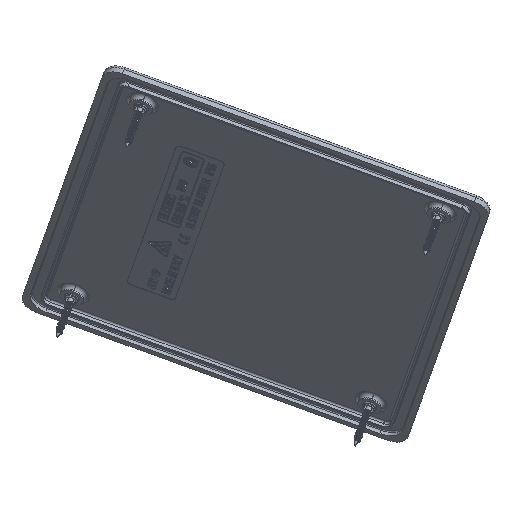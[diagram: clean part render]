
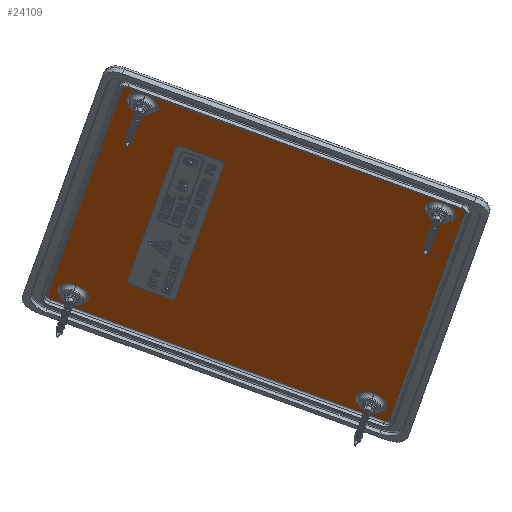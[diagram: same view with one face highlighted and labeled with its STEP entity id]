
A CAD part, left-side view. The second image highlights one B-rep face of the part: STEP entity #24109.
In plain terms, the highlighted face is planar.
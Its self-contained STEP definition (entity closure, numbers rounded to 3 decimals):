
#73=CARTESIAN_POINT('Vertex',(-57.5,50.2,2.6)) ;
#87=CARTESIAN_POINT('Vertex',(-60.,47.7,2.6)) ;
#90=CARTESIAN_POINT('Axis2P3D Location',(-57.5,47.7,2.6)) ;
#118=CARTESIAN_POINT('Vertex',(-60.,29.7,2.6)) ;
#121=CARTESIAN_POINT('Line Origine',(-60.,38.7,2.6)) ;
#138=CARTESIAN_POINT('Line Origine',(0.,50.2,2.6)) ;
#142=CARTESIAN_POINT('Vertex',(57.5,50.2,2.6)) ;
#180=CARTESIAN_POINT('Vertex',(-57.5,27.2,2.6)) ;
#183=CARTESIAN_POINT('Axis2P3D Location',(-57.5,29.7,2.6)) ;
#211=CARTESIAN_POINT('Vertex',(57.5,27.2,2.6)) ;
#214=CARTESIAN_POINT('Line Origine',(0.,27.2,2.6)) ;
#242=CARTESIAN_POINT('Vertex',(60.,29.7,2.6)) ;
#245=CARTESIAN_POINT('Axis2P3D Location',(57.5,29.7,2.6)) ;
#273=CARTESIAN_POINT('Vertex',(60.,47.7,2.6)) ;
#276=CARTESIAN_POINT('Line Origine',(60.,38.7,2.6)) ;
#298=CARTESIAN_POINT('Axis2P3D Location',(57.5,47.7,2.6)) ;
#1950=CARTESIAN_POINT('Vertex',(75.1,-71.1,2.6)) ;
#1953=CARTESIAN_POINT('Axis2P3D Location',(82.6,-71.1,2.6)) ;
#1957=CARTESIAN_POINT('Vertex',(90.1,-71.1,2.6)) ;
#1977=CARTESIAN_POINT('Axis2P3D Location',(82.6,-71.1,2.6)) ;
#2051=CARTESIAN_POINT('Axis2P3D Location',(82.6,71.1,2.6)) ;
#2055=CARTESIAN_POINT('Vertex',(75.1,71.1,2.6)) ;
#2057=CARTESIAN_POINT('Vertex',(90.1,71.1,2.6)) ;
#2082=CARTESIAN_POINT('Axis2P3D Location',(82.6,71.1,2.6)) ;
#2156=CARTESIAN_POINT('Axis2P3D Location',(-82.6,-71.1,2.6)) ;
#2160=CARTESIAN_POINT('Vertex',(-75.1,-71.1,2.6)) ;
#2162=CARTESIAN_POINT('Vertex',(-90.1,-71.1,2.6)) ;
#2187=CARTESIAN_POINT('Axis2P3D Location',(-82.6,-71.1,2.6)) ;
#2265=CARTESIAN_POINT('Vertex',(-75.1,71.1,2.6)) ;
#2268=CARTESIAN_POINT('Axis2P3D Location',(-82.6,71.1,2.6)) ;
#2272=CARTESIAN_POINT('Vertex',(-90.1,71.1,2.6)) ;
#2292=CARTESIAN_POINT('Axis2P3D Location',(-82.6,71.1,2.6)) ;
#24012=CARTESIAN_POINT('Axis2P3D Location',(0.,0.,2.6)) ;
#24017=CARTESIAN_POINT('Axis2P3D Location',(-91.2,79.7,2.6)) ;
#24021=CARTESIAN_POINT('Vertex',(-91.2,81.7,2.6)) ;
#24023=CARTESIAN_POINT('Vertex',(-93.2,79.7,2.6)) ;
#24026=CARTESIAN_POINT('Line Origine',(0.,81.7,2.6)) ;
#24030=CARTESIAN_POINT('Vertex',(91.2,81.7,2.6)) ;
#24033=CARTESIAN_POINT('Axis2P3D Location',(91.2,79.7,2.6)) ;
#24037=CARTESIAN_POINT('Vertex',(93.2,79.7,2.6)) ;
#24040=CARTESIAN_POINT('Line Origine',(93.2,0.,2.6)) ;
#24044=CARTESIAN_POINT('Vertex',(93.2,-79.7,2.6)) ;
#24047=CARTESIAN_POINT('Axis2P3D Location',(91.2,-79.7,2.6)) ;
#24051=CARTESIAN_POINT('Vertex',(91.2,-81.7,2.6)) ;
#24054=CARTESIAN_POINT('Line Origine',(0.,-81.7,2.6)) ;
#24058=CARTESIAN_POINT('Vertex',(-91.2,-81.7,2.6)) ;
#24061=CARTESIAN_POINT('Axis2P3D Location',(-91.2,-79.7,2.6)) ;
#24065=CARTESIAN_POINT('Vertex',(-93.2,-79.7,2.6)) ;
#24068=CARTESIAN_POINT('Line Origine',(-93.2,0.,2.6)) ;
#91=DIRECTION('Axis2P3D Direction',(0.,-0.,1.)) ;
#122=DIRECTION('Vector Direction',(0.,1.,0.)) ;
#139=DIRECTION('Vector Direction',(-1.,0.,0.)) ;
#184=DIRECTION('Axis2P3D Direction',(0.,0.,1.)) ;
#215=DIRECTION('Vector Direction',(1.,0.,0.)) ;
#246=DIRECTION('Axis2P3D Direction',(0.,0.,1.)) ;
#277=DIRECTION('Vector Direction',(0.,-1.,0.)) ;
#299=DIRECTION('Axis2P3D Direction',(0.,0.,1.)) ;
#1954=DIRECTION('Axis2P3D Direction',(-0.,0.,1.)) ;
#1978=DIRECTION('Axis2P3D Direction',(0.,-0.,1.)) ;
#2052=DIRECTION('Axis2P3D Direction',(-0.,0.,1.)) ;
#2083=DIRECTION('Axis2P3D Direction',(0.,-0.,1.)) ;
#2157=DIRECTION('Axis2P3D Direction',(0.,-0.,1.)) ;
#2188=DIRECTION('Axis2P3D Direction',(-0.,0.,1.)) ;
#2269=DIRECTION('Axis2P3D Direction',(0.,-0.,1.)) ;
#2293=DIRECTION('Axis2P3D Direction',(-0.,0.,1.)) ;
#24013=DIRECTION('Axis2P3D Direction',(0.,0.,1.)) ;
#24014=DIRECTION('Axis2P3D XDirection',(1.,0.,0.)) ;
#24018=DIRECTION('Axis2P3D Direction',(0.,0.,1.)) ;
#24027=DIRECTION('Vector Direction',(-1.,0.,0.)) ;
#24034=DIRECTION('Axis2P3D Direction',(0.,0.,1.)) ;
#24041=DIRECTION('Vector Direction',(0.,1.,0.)) ;
#24048=DIRECTION('Axis2P3D Direction',(0.,0.,1.)) ;
#24055=DIRECTION('Vector Direction',(-1.,0.,0.)) ;
#24062=DIRECTION('Axis2P3D Direction',(0.,0.,1.)) ;
#24069=DIRECTION('Vector Direction',(0.,-1.,0.)) ;
#92=AXIS2_PLACEMENT_3D('Circle Axis2P3D',#90,#91,$) ;
#185=AXIS2_PLACEMENT_3D('Circle Axis2P3D',#183,#184,$) ;
#247=AXIS2_PLACEMENT_3D('Circle Axis2P3D',#245,#246,$) ;
#300=AXIS2_PLACEMENT_3D('Circle Axis2P3D',#298,#299,$) ;
#1955=AXIS2_PLACEMENT_3D('Circle Axis2P3D',#1953,#1954,$) ;
#1979=AXIS2_PLACEMENT_3D('Circle Axis2P3D',#1977,#1978,$) ;
#2053=AXIS2_PLACEMENT_3D('Circle Axis2P3D',#2051,#2052,$) ;
#2084=AXIS2_PLACEMENT_3D('Circle Axis2P3D',#2082,#2083,$) ;
#2158=AXIS2_PLACEMENT_3D('Circle Axis2P3D',#2156,#2157,$) ;
#2189=AXIS2_PLACEMENT_3D('Circle Axis2P3D',#2187,#2188,$) ;
#2270=AXIS2_PLACEMENT_3D('Circle Axis2P3D',#2268,#2269,$) ;
#2294=AXIS2_PLACEMENT_3D('Circle Axis2P3D',#2292,#2293,$) ;
#24015=AXIS2_PLACEMENT_3D('Plane Axis2P3D',#24012,#24013,#24014) ;
#24019=AXIS2_PLACEMENT_3D('Circle Axis2P3D',#24017,#24018,$) ;
#24035=AXIS2_PLACEMENT_3D('Circle Axis2P3D',#24033,#24034,$) ;
#24049=AXIS2_PLACEMENT_3D('Circle Axis2P3D',#24047,#24048,$) ;
#24063=AXIS2_PLACEMENT_3D('Circle Axis2P3D',#24061,#24062,$) ;
#24074=ORIENTED_EDGE('',*,*,#24025,.F.) ;
#24075=ORIENTED_EDGE('',*,*,#24032,.F.) ;
#24076=ORIENTED_EDGE('',*,*,#24039,.F.) ;
#24077=ORIENTED_EDGE('',*,*,#24046,.F.) ;
#24078=ORIENTED_EDGE('',*,*,#24053,.F.) ;
#24079=ORIENTED_EDGE('',*,*,#24060,.F.) ;
#24080=ORIENTED_EDGE('',*,*,#24067,.F.) ;
#24081=ORIENTED_EDGE('',*,*,#24072,.F.) ;
#24084=ORIENTED_EDGE('',*,*,#125,.F.) ;
#24085=ORIENTED_EDGE('',*,*,#187,.T.) ;
#24086=ORIENTED_EDGE('',*,*,#218,.F.) ;
#24087=ORIENTED_EDGE('',*,*,#249,.T.) ;
#24088=ORIENTED_EDGE('',*,*,#280,.F.) ;
#24089=ORIENTED_EDGE('',*,*,#302,.T.) ;
#24090=ORIENTED_EDGE('',*,*,#144,.F.) ;
#24091=ORIENTED_EDGE('',*,*,#94,.T.) ;
#24094=ORIENTED_EDGE('',*,*,#2296,.T.) ;
#24095=ORIENTED_EDGE('',*,*,#2274,.T.) ;
#24098=ORIENTED_EDGE('',*,*,#2191,.F.) ;
#24099=ORIENTED_EDGE('',*,*,#2164,.F.) ;
#24102=ORIENTED_EDGE('',*,*,#2086,.F.) ;
#24103=ORIENTED_EDGE('',*,*,#2059,.F.) ;
#24106=ORIENTED_EDGE('',*,*,#1981,.T.) ;
#24107=ORIENTED_EDGE('',*,*,#1959,.T.) ;
#24092=FACE_BOUND('',#24083,.T.) ;
#24096=FACE_BOUND('',#24093,.T.) ;
#24100=FACE_BOUND('',#24097,.T.) ;
#24104=FACE_BOUND('',#24101,.T.) ;
#24108=FACE_BOUND('',#24105,.T.) ;
#123=VECTOR('Line Direction',#122,1.) ;
#140=VECTOR('Line Direction',#139,1.) ;
#216=VECTOR('Line Direction',#215,1.) ;
#278=VECTOR('Line Direction',#277,1.) ;
#24028=VECTOR('Line Direction',#24027,1.) ;
#24042=VECTOR('Line Direction',#24041,1.) ;
#24056=VECTOR('Line Direction',#24055,1.) ;
#24070=VECTOR('Line Direction',#24069,1.) ;
#24109=ADVANCED_FACE('PartBody',(#24082,#24092,#24096,#24100,#24104,#24108),#24016,.F.) ;
#93=CIRCLE('generated circle',#92,2.5) ;
#186=CIRCLE('generated circle',#185,2.5) ;
#248=CIRCLE('generated circle',#247,2.5) ;
#301=CIRCLE('generated circle',#300,2.5) ;
#1956=CIRCLE('generated circle',#1955,7.5) ;
#1980=CIRCLE('generated circle',#1979,7.5) ;
#2054=CIRCLE('generated circle',#2053,7.5) ;
#2085=CIRCLE('generated circle',#2084,7.5) ;
#2159=CIRCLE('generated circle',#2158,7.5) ;
#2190=CIRCLE('generated circle',#2189,7.5) ;
#2271=CIRCLE('generated circle',#2270,7.5) ;
#2295=CIRCLE('generated circle',#2294,7.5) ;
#24020=CIRCLE('generated circle',#24019,2.) ;
#24036=CIRCLE('generated circle',#24035,2.) ;
#24050=CIRCLE('generated circle',#24049,2.) ;
#24064=CIRCLE('generated circle',#24063,2.) ;
#94=EDGE_CURVE('',#74,#88,#93,.T.) ;
#125=EDGE_CURVE('',#119,#88,#124,.T.) ;
#144=EDGE_CURVE('',#74,#143,#141,.F.) ;
#187=EDGE_CURVE('',#119,#181,#186,.T.) ;
#218=EDGE_CURVE('',#212,#181,#217,.F.) ;
#249=EDGE_CURVE('',#212,#243,#248,.T.) ;
#280=EDGE_CURVE('',#274,#243,#279,.T.) ;
#302=EDGE_CURVE('',#274,#143,#301,.T.) ;
#1959=EDGE_CURVE('',#1958,#1951,#1956,.T.) ;
#1981=EDGE_CURVE('',#1951,#1958,#1980,.T.) ;
#2059=EDGE_CURVE('',#2056,#2058,#2054,.F.) ;
#2086=EDGE_CURVE('',#2058,#2056,#2085,.F.) ;
#2164=EDGE_CURVE('',#2161,#2163,#2159,.F.) ;
#2191=EDGE_CURVE('',#2163,#2161,#2190,.F.) ;
#2274=EDGE_CURVE('',#2273,#2266,#2271,.T.) ;
#2296=EDGE_CURVE('',#2266,#2273,#2295,.T.) ;
#24025=EDGE_CURVE('',#24022,#24024,#24020,.T.) ;
#24032=EDGE_CURVE('',#24031,#24022,#24029,.T.) ;
#24039=EDGE_CURVE('',#24038,#24031,#24036,.T.) ;
#24046=EDGE_CURVE('',#24045,#24038,#24043,.T.) ;
#24053=EDGE_CURVE('',#24052,#24045,#24050,.T.) ;
#24060=EDGE_CURVE('',#24059,#24052,#24057,.F.) ;
#24067=EDGE_CURVE('',#24066,#24059,#24064,.T.) ;
#24072=EDGE_CURVE('',#24024,#24066,#24071,.T.) ;
#24073=EDGE_LOOP('',(#24074,#24075,#24076,#24077,#24078,#24079,#24080,#24081)) ;
#24083=EDGE_LOOP('',(#24084,#24085,#24086,#24087,#24088,#24089,#24090,#24091)) ;
#24093=EDGE_LOOP('',(#24094,#24095)) ;
#24097=EDGE_LOOP('',(#24098,#24099)) ;
#24101=EDGE_LOOP('',(#24102,#24103)) ;
#24105=EDGE_LOOP('',(#24106,#24107)) ;
#24082=FACE_OUTER_BOUND('',#24073,.T.) ;
#124=LINE('Line',#121,#123) ;
#141=LINE('Line',#138,#140) ;
#217=LINE('Line',#214,#216) ;
#279=LINE('Line',#276,#278) ;
#24029=LINE('Line',#24026,#24028) ;
#24043=LINE('Line',#24040,#24042) ;
#24057=LINE('Line',#24054,#24056) ;
#24071=LINE('Line',#24068,#24070) ;
#24016=PLANE('',#24015) ;
#74=VERTEX_POINT('',#73) ;
#88=VERTEX_POINT('',#87) ;
#119=VERTEX_POINT('',#118) ;
#143=VERTEX_POINT('',#142) ;
#181=VERTEX_POINT('',#180) ;
#212=VERTEX_POINT('',#211) ;
#243=VERTEX_POINT('',#242) ;
#274=VERTEX_POINT('',#273) ;
#1951=VERTEX_POINT('',#1950) ;
#1958=VERTEX_POINT('',#1957) ;
#2056=VERTEX_POINT('',#2055) ;
#2058=VERTEX_POINT('',#2057) ;
#2161=VERTEX_POINT('',#2160) ;
#2163=VERTEX_POINT('',#2162) ;
#2266=VERTEX_POINT('',#2265) ;
#2273=VERTEX_POINT('',#2272) ;
#24022=VERTEX_POINT('',#24021) ;
#24024=VERTEX_POINT('',#24023) ;
#24031=VERTEX_POINT('',#24030) ;
#24038=VERTEX_POINT('',#24037) ;
#24045=VERTEX_POINT('',#24044) ;
#24052=VERTEX_POINT('',#24051) ;
#24059=VERTEX_POINT('',#24058) ;
#24066=VERTEX_POINT('',#24065) ;
